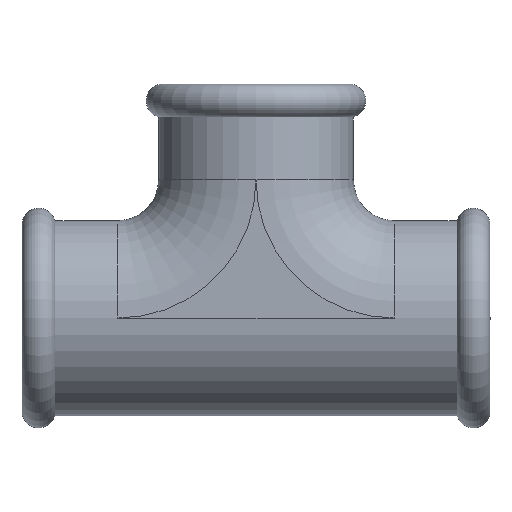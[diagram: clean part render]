
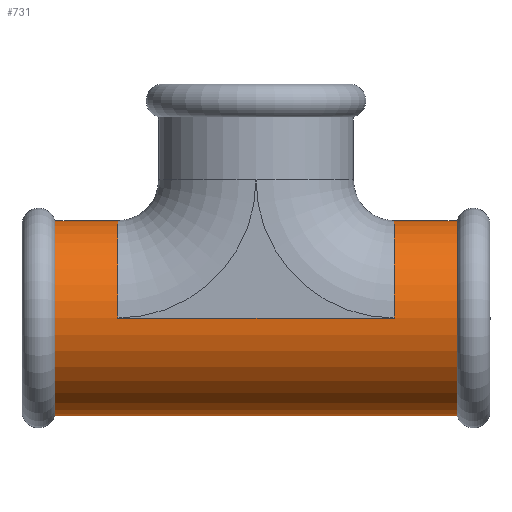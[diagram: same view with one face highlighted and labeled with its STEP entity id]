
A CAD part, front view. The second image highlights one B-rep face of the part: STEP entity #731.
In plain terms, the highlighted cylindrical face has radius 28.75 mm (diameter 57.5 mm), a full revolution.
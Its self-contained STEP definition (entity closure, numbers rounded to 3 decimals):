
#46=LINE('',#1405,#71);
#47=LINE('',#1406,#72);
#48=LINE('',#1407,#73);
#49=LINE('',#1409,#74);
#71=VECTOR('',#1063,28.75);
#72=VECTOR('',#1064,10.);
#73=VECTOR('',#1065,28.75);
#74=VECTOR('',#1066,10.);
#95=CYLINDRICAL_SURFACE('',#851,28.75);
#116=FACE_OUTER_BOUND('',#152,.T.);
#152=EDGE_LOOP('',(#566,#567,#568,#569,#570,#571,#572,#573,#574,#575,#576,
#577,#578,#579));
#176=CIRCLE('',#776,28.75);
#177=CIRCLE('',#777,28.75);
#178=CIRCLE('',#778,28.75);
#209=CIRCLE('',#817,28.75);
#210=CIRCLE('',#818,28.75);
#211=CIRCLE('',#819,28.75);
#234=CIRCLE('',#849,28.75);
#236=CIRCLE('',#852,28.75);
#259=VERTEX_POINT('',#1166);
#260=VERTEX_POINT('',#1168);
#261=VERTEX_POINT('',#1170);
#289=VERTEX_POINT('',#1241);
#290=VERTEX_POINT('',#1243);
#291=VERTEX_POINT('',#1245);
#318=VERTEX_POINT('',#1398);
#319=VERTEX_POINT('',#1400);
#320=VERTEX_POINT('',#1404);
#321=VERTEX_POINT('',#1408);
#343=EDGE_CURVE('',#259,#260,#176,.T.);
#344=EDGE_CURVE('',#260,#261,#177,.T.);
#345=EDGE_CURVE('',#261,#259,#178,.T.);
#380=EDGE_CURVE('',#290,#289,#209,.T.);
#381=EDGE_CURVE('',#291,#290,#210,.T.);
#382=EDGE_CURVE('',#289,#291,#211,.T.);
#416=EDGE_CURVE('',#318,#319,#234,.T.);
#418=EDGE_CURVE('',#260,#320,#46,.T.);
#419=EDGE_CURVE('',#319,#320,#47,.T.);
#420=EDGE_CURVE('',#319,#290,#48,.T.);
#421=EDGE_CURVE('',#318,#321,#49,.T.);
#422=EDGE_CURVE('',#321,#320,#236,.T.);
#566=ORIENTED_EDGE('',*,*,#345,.F.);
#567=ORIENTED_EDGE('',*,*,#344,.F.);
#568=ORIENTED_EDGE('',*,*,#418,.T.);
#569=ORIENTED_EDGE('',*,*,#419,.F.);
#570=ORIENTED_EDGE('',*,*,#420,.T.);
#571=ORIENTED_EDGE('',*,*,#380,.T.);
#572=ORIENTED_EDGE('',*,*,#382,.T.);
#573=ORIENTED_EDGE('',*,*,#381,.T.);
#574=ORIENTED_EDGE('',*,*,#420,.F.);
#575=ORIENTED_EDGE('',*,*,#416,.F.);
#576=ORIENTED_EDGE('',*,*,#421,.T.);
#577=ORIENTED_EDGE('',*,*,#422,.T.);
#578=ORIENTED_EDGE('',*,*,#418,.F.);
#579=ORIENTED_EDGE('',*,*,#343,.F.);
#731=ADVANCED_FACE('',(#116),#95,.T.);
#776=AXIS2_PLACEMENT_3D('',#1169,#903,#904);
#777=AXIS2_PLACEMENT_3D('',#1171,#905,#906);
#778=AXIS2_PLACEMENT_3D('',#1172,#907,#908);
#817=AXIS2_PLACEMENT_3D('',#1244,#989,#990);
#818=AXIS2_PLACEMENT_3D('',#1246,#991,#992);
#819=AXIS2_PLACEMENT_3D('',#1247,#993,#994);
#849=AXIS2_PLACEMENT_3D('',#1401,#1057,#1058);
#851=AXIS2_PLACEMENT_3D('',#1403,#1061,#1062);
#852=AXIS2_PLACEMENT_3D('',#1410,#1067,#1068);
#903=DIRECTION('center_axis',(1.,0.,0.));
#904=DIRECTION('ref_axis',(0.,1.,0.));
#905=DIRECTION('center_axis',(1.,0.,0.));
#906=DIRECTION('ref_axis',(0.,1.,0.));
#907=DIRECTION('center_axis',(1.,0.,0.));
#908=DIRECTION('ref_axis',(0.,1.,0.));
#989=DIRECTION('center_axis',(1.,0.,0.));
#990=DIRECTION('ref_axis',(0.,1.,0.));
#991=DIRECTION('center_axis',(1.,0.,0.));
#992=DIRECTION('ref_axis',(0.,1.,0.));
#993=DIRECTION('center_axis',(1.,0.,0.));
#994=DIRECTION('ref_axis',(0.,1.,0.));
#1057=DIRECTION('center_axis',(1.,0.,0.));
#1058=DIRECTION('ref_axis',(0.,0.,
-1.));
#1061=DIRECTION('center_axis',(1.,0.,0.));
#1062=DIRECTION('ref_axis',(0.,1.,0.));
#1063=DIRECTION('',(-1.,0.,0.));
#1064=DIRECTION('',(1.,0.,0.));
#1065=DIRECTION('',(-1.,0.,0.));
#1066=DIRECTION('',(1.,0.,0.));
#1067=DIRECTION('center_axis',(1.,0.,0.));
#1068=DIRECTION('ref_axis',(0.,0.,-1.));
#1166=CARTESIAN_POINT('',(59.307,0.,28.75));
#1168=CARTESIAN_POINT('',(59.307,-28.75,0.));
#1169=CARTESIAN_POINT('Origin',(59.307,0.,0.));
#1170=CARTESIAN_POINT('',(59.307,28.75,0.));
#1171=CARTESIAN_POINT('Origin',(59.307,0.,0.));
#1172=CARTESIAN_POINT('Origin',(59.307,0.,0.));
#1241=CARTESIAN_POINT('',(-59.307,0.,-28.75));
#1243=CARTESIAN_POINT('',(-59.307,-28.75,0.));
#1244=CARTESIAN_POINT('Origin',(-59.307,0.,0.));
#1245=CARTESIAN_POINT('',(-59.307,0.,28.75));
#1246=CARTESIAN_POINT('Origin',(-59.307,0.,0.));
#1247=CARTESIAN_POINT('Origin',(-59.307,0.,0.));
#1398=CARTESIAN_POINT('',(-40.75,28.75,0.));
#1400=CARTESIAN_POINT('',(-40.75,-28.75,0.));
#1401=CARTESIAN_POINT('Origin',(-40.75,0.,0.));
#1403=CARTESIAN_POINT('Origin',(46.353,0.,0.));
#1404=CARTESIAN_POINT('',(40.75,-28.75,0.));
#1405=CARTESIAN_POINT('',(46.353,-28.75,0.));
#1406=CARTESIAN_POINT('',(46.353,-28.75,0.));
#1407=CARTESIAN_POINT('',(46.353,-28.75,0.));
#1408=CARTESIAN_POINT('',(40.75,28.75,0.));
#1409=CARTESIAN_POINT('',(46.353,28.75,0.));
#1410=CARTESIAN_POINT('Origin',(40.75,0.,0.));
